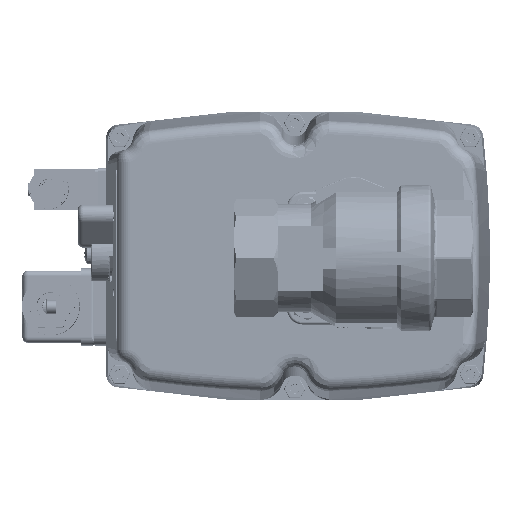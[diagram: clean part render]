
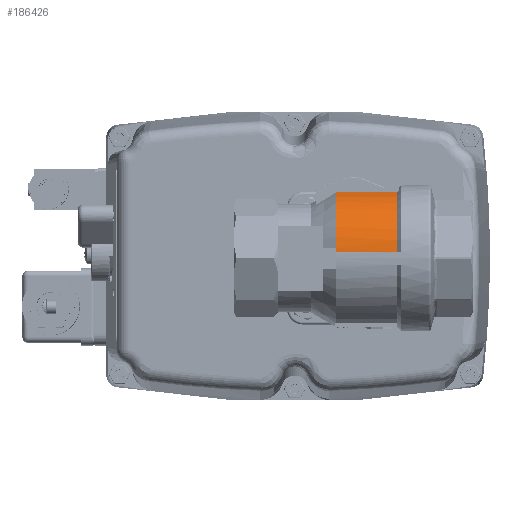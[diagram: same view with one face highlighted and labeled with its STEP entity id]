
A CAD part, front view. The second image highlights one B-rep face of the part: STEP entity #186426.
In plain terms, the highlighted cylindrical face has radius 26 mm (diameter 52 mm), a partial arc.
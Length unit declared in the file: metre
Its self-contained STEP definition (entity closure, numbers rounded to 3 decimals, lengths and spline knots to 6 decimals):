
#1032 = CARTESIAN_POINT ( 'NONE',  ( -0.006474, -0.008, 0.024739 ) ) ;
#2452 = DIRECTION ( 'NONE',  ( -1., 0., 0. ) ) ;
#5334 = ORIENTED_EDGE ( 'NONE', *, *, #199358, .T. ) ;
#9485 = VERTEX_POINT ( 'NONE', #184310 ) ;
#14138 = CARTESIAN_POINT ( 'NONE',  ( -0.006474, 0., 0. ) ) ;
#21170 = CIRCLE ( 'NONE', #187378, 0.026 ) ;
#25084 = CARTESIAN_POINT ( 'NONE',  ( -0.006474, -0.02569, 0.004 ) ) ;
#25370 = ORIENTED_EDGE ( 'NONE', *, *, #158183, .F. ) ;
#26666 = DIRECTION ( 'NONE',  ( -1., 0., 0. ) ) ;
#29080 = CYLINDRICAL_SURFACE ( 'NONE', #83204, 0.026 ) ;
#33910 = EDGE_CURVE ( 'NONE', #9485, #131670, #52987, .T. ) ;
#47865 = LINE ( 'NONE', #48867, #138262 ) ;
#48867 = CARTESIAN_POINT ( 'NONE',  ( -0.006474, -0.02588, 0.0025 ) ) ;
#50489 = DIRECTION ( 'NONE',  ( -1., 0., 0. ) ) ;
#50574 = EDGE_LOOP ( 'NONE', ( #25370, #110263, #5334, #147705, #114905 ) ) ;
#52399 = CARTESIAN_POINT ( 'NONE',  ( 0.0165, 0., 0. ) ) ;
#52987 = CIRCLE ( 'NONE', #116225, 0.026 ) ;
#55296 = CARTESIAN_POINT ( 'NONE',  ( 0.0165, -0.02588, 0.0025 ) ) ;
#58117 = CARTESIAN_POINT ( 'NONE',  ( 0.0165, -0.008, 0.024739 ) ) ;
#60133 = LINE ( 'NONE', #58117, #163108 ) ;
#61164 = DIRECTION ( 'NONE',  ( -1., 0., 0. ) ) ;
#61988 = VERTEX_POINT ( 'NONE', #196098 ) ;
#77610 = DIRECTION ( 'NONE',  ( 0., -1., 0. ) ) ;
#83204 = AXIS2_PLACEMENT_3D ( 'NONE', #104048, #168540, #88432 ) ;
#88432 = DIRECTION ( 'NONE',  ( 0., -1., 0. ) ) ;
#104048 = CARTESIAN_POINT ( 'NONE',  ( 0.005013, 0., 0. ) ) ;
#110263 = ORIENTED_EDGE ( 'NONE', *, *, #33910, .F. ) ;
#113811 = DIRECTION ( 'NONE',  ( 0., -1., 0. ) ) ;
#113950 = DIRECTION ( 'NONE',  ( 0., -1., 0. ) ) ;
#114905 = ORIENTED_EDGE ( 'NONE', *, *, #133645, .T. ) ;
#116225 = AXIS2_PLACEMENT_3D ( 'NONE', #14138, #26666, #77610 ) ;
#131670 = VERTEX_POINT ( 'NONE', #25084 ) ;
#133645 = EDGE_CURVE ( 'NONE', #61988, #143199, #60133, .T. ) ;
#138262 = VECTOR ( 'NONE', #172720, 1. ) ;
#143199 = VERTEX_POINT ( 'NONE', #1032 ) ;
#146178 = AXIS2_PLACEMENT_3D ( 'NONE', #192962, #50489, #113950 ) ;
#147705 = ORIENTED_EDGE ( 'NONE', *, *, #152031, .T. ) ;
#152031 = EDGE_CURVE ( 'NONE', #167803, #61988, #21170, .T. ) ;
#158183 = EDGE_CURVE ( 'NONE', #131670, #143199, #162733, .T. ) ;
#162733 = CIRCLE ( 'NONE', #146178, 0.026 ) ;
#163108 = VECTOR ( 'NONE', #61164, 1. ) ;
#167803 = VERTEX_POINT ( 'NONE', #55296 ) ;
#168540 = DIRECTION ( 'NONE',  ( 1., 0., 0. ) ) ;
#170616 = FACE_OUTER_BOUND ( 'NONE', #50574, .T. ) ;
#172720 = DIRECTION ( 'NONE',  ( 1., 0., 0. ) ) ;
#184310 = CARTESIAN_POINT ( 'NONE',  ( -0.006474, -0.02588, 0.0025 ) ) ;
#186426 = ADVANCED_FACE ( 'NONE', ( #170616 ), #29080, .T. ) ;
#187378 = AXIS2_PLACEMENT_3D ( 'NONE', #52399, #2452, #113811 ) ;
#192962 = CARTESIAN_POINT ( 'NONE',  ( -0.006474, 0., 0. ) ) ;
#196098 = CARTESIAN_POINT ( 'NONE',  ( 0.0165, -0.008, 0.024739 ) ) ;
#199358 = EDGE_CURVE ( 'NONE', #9485, #167803, #47865, .T. ) ;
